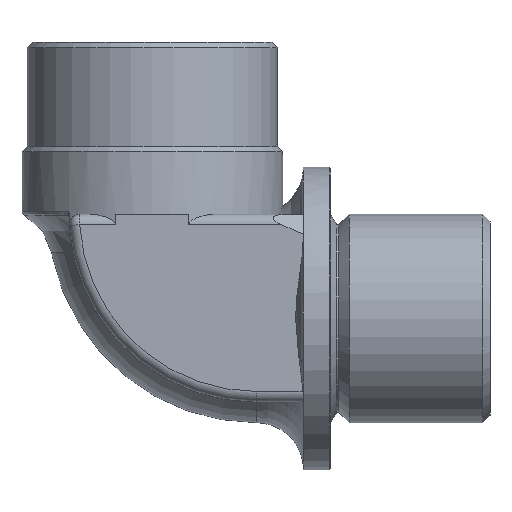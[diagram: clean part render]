
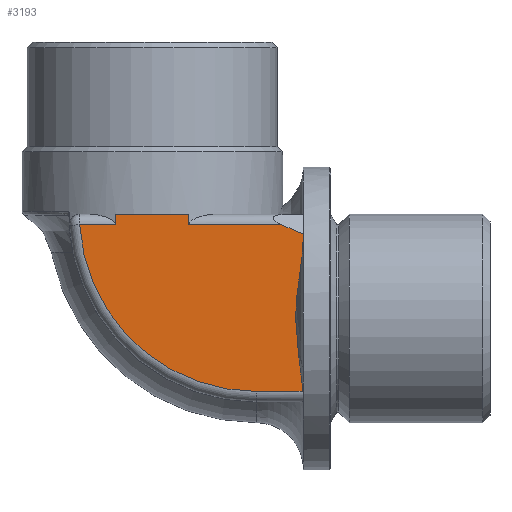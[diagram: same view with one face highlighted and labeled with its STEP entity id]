
A CAD part, front view. The second image highlights one B-rep face of the part: STEP entity #3193.
In plain terms, the highlighted planar face has unit normal (0, -1, 0).
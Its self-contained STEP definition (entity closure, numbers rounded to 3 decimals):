
#37 = CARTESIAN_POINT ( 'NONE',  ( 0., -12., -1. ) ) ;
#127 = CARTESIAN_POINT ( 'NONE',  ( 4.377, -12., -15.734 ) ) ;
#147 = CARTESIAN_POINT ( 'NONE',  ( 4.5, -12., -3.182 ) ) ;
#172 = DIRECTION ( 'NONE',  ( 0., -1., 0. ) ) ;
#198 = VERTEX_POINT ( 'NONE', #1657 ) ;
#237 = EDGE_CURVE ( 'NONE', #198, #3090, #1466, .T. ) ;
#275 = DIRECTION ( 'NONE',  ( -1., 0., 0. ) ) ;
#375 = CARTESIAN_POINT ( 'NONE',  ( 3.828, -12., -8.184 ) ) ;
#425 = CARTESIAN_POINT ( 'NONE',  ( 3.121, -12., -1.298 ) ) ;
#441 = ORIENTED_EDGE ( 'NONE', *, *, #3271, .F. ) ;
#451 = AXIS2_PLACEMENT_3D ( 'NONE', #927, #2752, #1964 ) ;
#509 = ORIENTED_EDGE ( 'NONE', *, *, #1838, .T. ) ;
#530 = CARTESIAN_POINT ( 'NONE',  ( 0., -12., -1. ) ) ;
#638 = DIRECTION ( 'NONE',  ( 1., 0., 0. ) ) ;
#666 = CARTESIAN_POINT ( 'NONE',  ( 4.169, -12., -14.484 ) ) ;
#677 = PLANE ( 'NONE',  #451 ) ;
#678 = ORIENTED_EDGE ( 'NONE', *, *, #1441, .T. ) ;
#725 = CARTESIAN_POINT ( 'NONE',  ( -13.5, -12., -1. ) ) ;
#765 = CARTESIAN_POINT ( 'NONE',  ( -13.5, -12., 0. ) ) ;
#799 = CARTESIAN_POINT ( 'NONE',  ( -6.5, -12., -1. ) ) ;
#927 = CARTESIAN_POINT ( 'NONE',  ( 0., -12., 0. ) ) ;
#955 = CARTESIAN_POINT ( 'NONE',  ( 0., -12., 0. ) ) ;
#990 = VERTEX_POINT ( 'NONE', #2785 ) ;
#994 = LINE ( 'NONE', #765, #3232 ) ;
#1024 = CARTESIAN_POINT ( 'NONE',  ( -6.5, -12., 0. ) ) ;
#1065 = VERTEX_POINT ( 'NONE', #1024 ) ;
#1079 = EDGE_CURVE ( 'NONE', #2395, #198, #2128, .T. ) ;
#1157 = CARTESIAN_POINT ( 'NONE',  ( 3.776, -12., -8.81 ) ) ;
#1183 = VECTOR ( 'NONE', #3345, 1000. ) ;
#1239 = DIRECTION ( 'NONE',  ( 0., 0., -1. ) ) ;
#1290 = DIRECTION ( 'NONE',  ( -1., 0., 0. ) ) ;
#1408 = CARTESIAN_POINT ( 'NONE',  ( 4.331, -12., -4.432 ) ) ;
#1415 = CARTESIAN_POINT ( 'NONE',  ( 0., -12., -16.995 ) ) ;
#1421 = CARTESIAN_POINT ( 'NONE',  ( 3.737, -12., -10.082 ) ) ;
#1441 = EDGE_CURVE ( 'NONE', #1065, #990, #2276, .T. ) ;
#1446 = ORIENTED_EDGE ( 'NONE', *, *, #1918, .F. ) ;
#1466 = CIRCLE ( 'NONE', #3010, 16.995 ) ;
#1596 = B_SPLINE_CURVE_WITH_KNOTS ( 'NONE', 3,
 ( #3282, #425, #2236, #3293 ),
 .UNSPECIFIED., .F., .F.,
 ( 4, 4 ),
 ( 0.003, 0.005 ),
 .UNSPECIFIED. ) ;
#1657 = CARTESIAN_POINT ( 'NONE',  ( -16.966, -12., -1. ) ) ;
#1681 = CARTESIAN_POINT ( 'NONE',  ( 3.842, -12., -11.976 ) ) ;
#1703 = CARTESIAN_POINT ( 'NONE',  ( 4.505, -12., -1.917 ) ) ;
#1727 = CARTESIAN_POINT ( 'NONE',  ( 2.423, -12., -1. ) ) ;
#1736 = LINE ( 'NONE', #799, #1823 ) ;
#1755 = DIRECTION ( 'NONE',  ( 0., 0., 1. ) ) ;
#1782 = VERTEX_POINT ( 'NONE', #2333 ) ;
#1788 = ORIENTED_EDGE ( 'NONE', *, *, #2097, .T. ) ;
#1816 = DIRECTION ( 'NONE',  ( 0., 0., 1. ) ) ;
#1823 = VECTOR ( 'NONE', #1816, 1000. ) ;
#1838 = EDGE_CURVE ( 'NONE', #3090, #1782, #2541, .T. ) ;
#1895 = VERTEX_POINT ( 'NONE', #2783 ) ;
#1918 = EDGE_CURVE ( 'NONE', #2629, #1895, #1596, .T. ) ;
#1924 = FACE_OUTER_BOUND ( 'NONE', #3164, .T. ) ;
#1930 = CARTESIAN_POINT ( 'NONE',  ( 3.973, -12., -6.932 ) ) ;
#1948 = CARTESIAN_POINT ( 'NONE',  ( 3.915, -12., -12.603 ) ) ;
#1964 = DIRECTION ( 'NONE',  ( 0., 0., 1. ) ) ;
#2037 = EDGE_CURVE ( 'NONE', #2629, #2291, #2870, .T. ) ;
#2095 = ORIENTED_EDGE ( 'NONE', *, *, #1079, .T. ) ;
#2097 = EDGE_CURVE ( 'NONE', #2291, #1065, #1736, .T. ) ;
#2128 = LINE ( 'NONE', #530, #2710 ) ;
#2138 = ORIENTED_EDGE ( 'NONE', *, *, #2327, .T. ) ;
#2236 = CARTESIAN_POINT ( 'NONE',  ( 3.815, -12., -1.603 ) ) ;
#2276 = LINE ( 'NONE', #2856, #1183 ) ;
#2291 = VERTEX_POINT ( 'NONE', #2296 ) ;
#2296 = CARTESIAN_POINT ( 'NONE',  ( -6.5, -12., -1. ) ) ;
#2324 = ORIENTED_EDGE ( 'NONE', *, *, #2037, .T. ) ;
#2327 = EDGE_CURVE ( 'NONE', #990, #2395, #994, .T. ) ;
#2333 = CARTESIAN_POINT ( 'NONE',  ( 4.464, -12., -16.995 ) ) ;
#2375 = VECTOR ( 'NONE', #638, 1000. ) ;
#2395 = VERTEX_POINT ( 'NONE', #725 ) ;
#2405 = B_SPLINE_CURVE_WITH_KNOTS ( 'NONE', 3,
 ( #1703, #147, #1408, #3231, #1930, #375, #1157, #1421, #3238, #1681, #1948, #666, #127, #2466 ),
 .UNSPECIFIED., .F., .F.,
 ( 4, 2, 2, 2, 2, 2, 4 ),
 ( 0.061, 0.065, 0.067, 0.068, 0.07, 0.072, 0.076 ),
 .UNSPECIFIED. ) ;
#2466 = CARTESIAN_POINT ( 'NONE',  ( 4.464, -12., -16.995 ) ) ;
#2541 = LINE ( 'NONE', #1415, #2375 ) ;
#2629 = VERTEX_POINT ( 'NONE', #1727 ) ;
#2710 = VECTOR ( 'NONE', #275, 1000. ) ;
#2752 = DIRECTION ( 'NONE',  ( 0., 1., 0. ) ) ;
#2783 = CARTESIAN_POINT ( 'NONE',  ( 4.505, -12., -1.917 ) ) ;
#2785 = CARTESIAN_POINT ( 'NONE',  ( -13.5, -12., 0. ) ) ;
#2795 = VECTOR ( 'NONE', #1290, 1000. ) ;
#2800 = ORIENTED_EDGE ( 'NONE', *, *, #237, .T. ) ;
#2856 = CARTESIAN_POINT ( 'NONE',  ( -10., -12., 0. ) ) ;
#2870 = LINE ( 'NONE', #37, #2795 ) ;
#3010 = AXIS2_PLACEMENT_3D ( 'NONE', #955, #172, #1755 ) ;
#3090 = VERTEX_POINT ( 'NONE', #3134 ) ;
#3134 = CARTESIAN_POINT ( 'NONE',  ( 0., -12., -16.995 ) ) ;
#3164 = EDGE_LOOP ( 'NONE', ( #2800, #509, #441, #1446, #2324, #1788, #678, #2138, #2095 ) ) ;
#3193 = ADVANCED_FACE ( 'NONE', ( #1924 ), #677, .F. ) ;
#3231 = CARTESIAN_POINT ( 'NONE',  ( 4.064, -12., -6.307 ) ) ;
#3232 = VECTOR ( 'NONE', #1239, 1000. ) ;
#3238 = CARTESIAN_POINT ( 'NONE',  ( 3.752, -12., -10.715 ) ) ;
#3271 = EDGE_CURVE ( 'NONE', #1895, #1782, #2405, .T. ) ;
#3282 = CARTESIAN_POINT ( 'NONE',  ( 2.423, -12., -1. ) ) ;
#3293 = CARTESIAN_POINT ( 'NONE',  ( 4.505, -12., -1.917 ) ) ;
#3345 = DIRECTION ( 'NONE',  ( -1., 0., 0. ) ) ;
